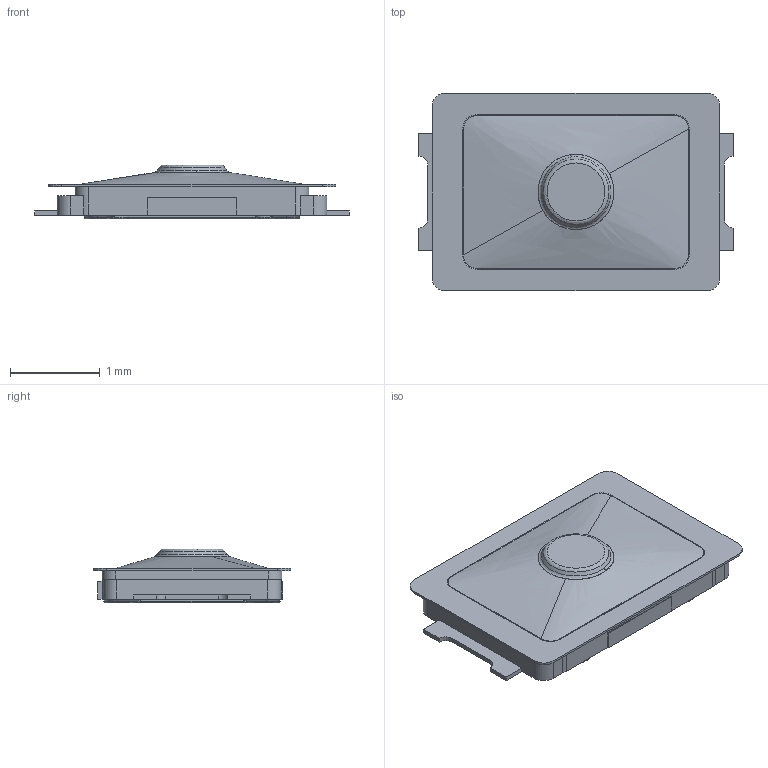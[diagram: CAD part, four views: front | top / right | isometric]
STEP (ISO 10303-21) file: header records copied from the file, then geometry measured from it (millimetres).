
FILE_DESCRIPTION(/* description */ (''),/* implementation_level */ '2;1');
FILE_NAME(/* name */ 'EVPAWBD40-reworked.step',/* time_stamp */ '2022-09-06T14:00:57+02:00',/* author */ (''),/* organization */ (''),/* preprocessor_version */ 'ST-DEVELOPER v19',/* originating_system */ 'Autodesk Translation Framework v11.7.0.108',/* authorisation */ '');
FILE_SCHEMA (('AUTOMOTIVE_DESIGN { 1 0 10303 214 3 1 1 }'));
Length unit declared in the file: millimetre
Products named in the file (1): EVPAWBD40_Solid
Bounding box: 3.5 x 2.2 x 0.6 mm (x, y, z)
Volume: 1.8 mm3; surface area: 33.2 mm2
Topology: 5 solids, 5 shells, 206 faces, 530 edges, 338 vertices
Faces by surface type: plane 90, cylinder 83, torus 17, bspline 15, cone 1
Entity records: 7063 total; most frequent: CARTESIAN_POINT 2057, ORIENTED_EDGE 1060, DIRECTION 1009, EDGE_CURVE 530, AXIS2_PLACEMENT_3D 345, VERTEX_POINT 338, LINE 319, VECTOR 319
